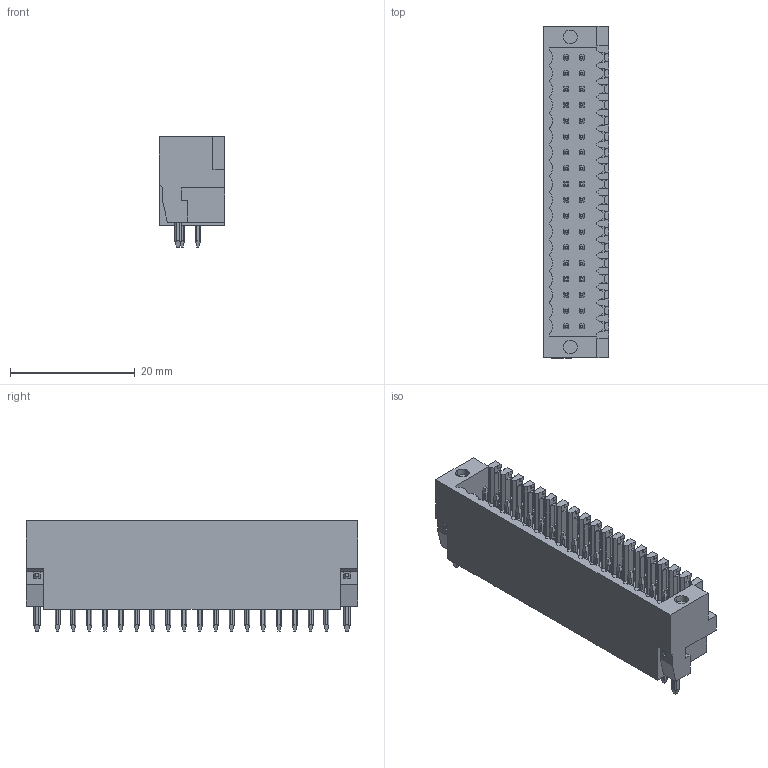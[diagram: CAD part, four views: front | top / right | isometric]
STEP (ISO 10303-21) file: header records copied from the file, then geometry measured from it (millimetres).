
FILE_DESCRIPTION((''),'2;1');
FILE_NAME('TLPHDW-020V','2024-10-17T08:36:15',('tluser'),(''),'CREO PARAMETRIC BY PTC INC, 2018100','CREO PARAMETRIC BY PTC INC, 2018100','');
FILE_SCHEMA(('CONFIG_CONTROL_DESIGN'));
Length unit declared in the file: millimetre
Products named in the file (1): TLPHDW-020V
Bounding box: 10.5 x 53.28 x 17.7 mm (x, y, z)
Volume: 5094.9 mm3; surface area: 4747.1 mm2
Topology: 1 solids, 1 shells, 1430 faces, 4012 edges, 2652 vertices
Faces by surface type: plane 1106, cylinder 320, torus 4
Entity records: 46423 total; most frequent: CARTESIAN_POINT 10339, ORIENTED_EDGE 8024, DIRECTION 6620, EDGE_CURVE 4012, VECTOR 3072, LINE 3072, VERTEX_POINT 2652, AXIS2_PLACEMENT_3D 1774
